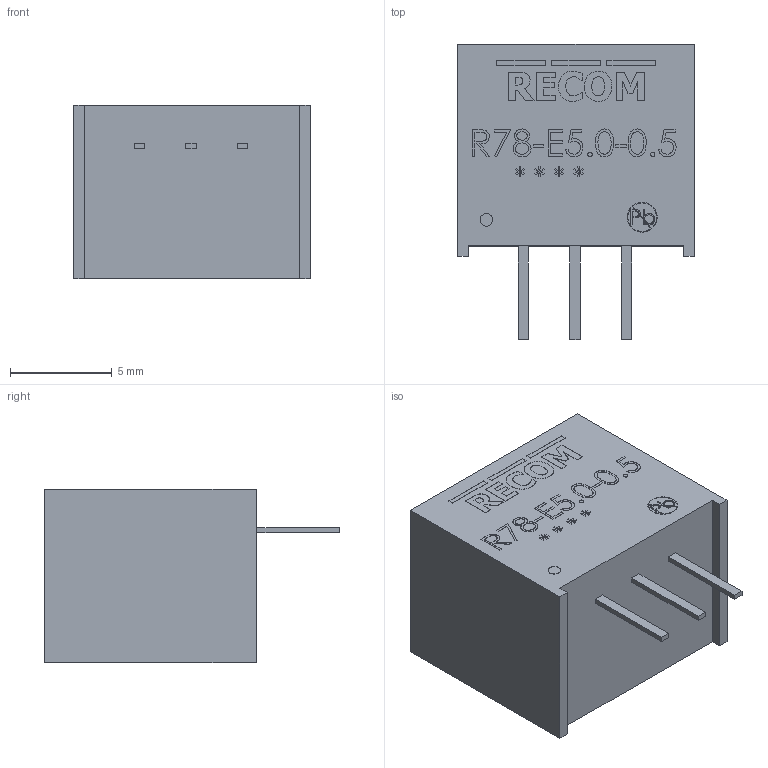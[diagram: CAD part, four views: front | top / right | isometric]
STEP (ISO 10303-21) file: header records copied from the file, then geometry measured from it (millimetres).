
FILE_DESCRIPTION (( 'STEP AP203' ), '1' );
FILE_NAME ('R-78E5.0-0.5.STEP', '2021-03-25T13:55:34', ( '' ), ( '' ), 'SwSTEP 2.0', 'SolidWorks 2018', '' );
FILE_SCHEMA (( 'CONFIG_CONTROL_DESIGN' ));
Length unit declared in the file: millimetre
Products named in the file (2): R-78E5.0-0.5
Bounding box: 11.6 x 14.5 x 8.51 mm (x, y, z)
Volume: 981.3 mm3; surface area: 635.3 mm2
Topology: 1 solids, 1 shells, 375 faces, 1009 edges, 668 vertices
Faces by surface type: plane 257, bspline 111, cylinder 7
Entity records: 17532 total; most frequent: CARTESIAN_POINT 8735, ORIENTED_EDGE 2018, DIRECTION 1319, EDGE_CURVE 1009, LINE 759, VECTOR 759, VERTEX_POINT 668, EDGE_LOOP 415
